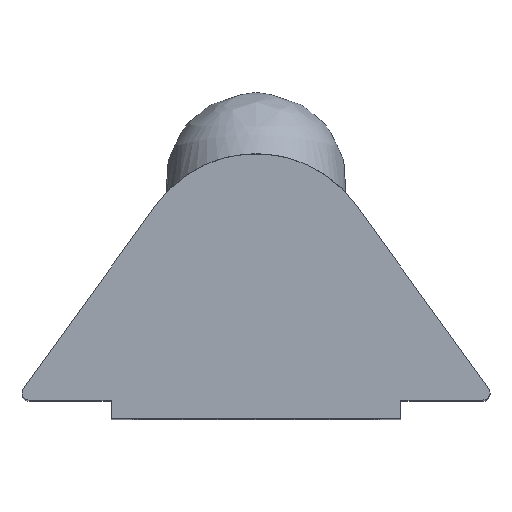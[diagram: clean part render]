
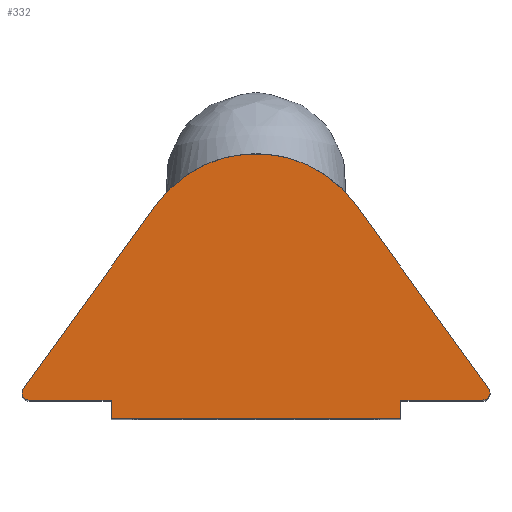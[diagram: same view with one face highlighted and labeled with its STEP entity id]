
A CAD part, top view. The second image highlights one B-rep face of the part: STEP entity #332.
In plain terms, the highlighted planar face has unit normal (0, 0, 1).
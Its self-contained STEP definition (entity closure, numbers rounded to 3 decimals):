
#3 = VERTEX_POINT ( 'NONE', #208 ) ;
#9 = CARTESIAN_POINT ( 'NONE',  ( -2.756, 1.991, 22. ) ) ;
#11 = VERTEX_POINT ( 'NONE', #46 ) ;
#20 = PLANE ( 'NONE',  #218 ) ;
#27 = ORIENTED_EDGE ( 'NONE', *, *, #161, .T. ) ;
#32 = CARTESIAN_POINT ( 'NONE',  ( -6.259, -3.4, 22. ) ) ;
#33 = VECTOR ( 'NONE', #78, 1000. ) ;
#46 = CARTESIAN_POINT ( 'NONE',  ( 4., -3.4, 22. ) ) ;
#48 = CIRCLE ( 'NONE', #291, 0.2 ) ;
#59 = EDGE_CURVE ( 'NONE', #489, #85, #445, .T. ) ;
#60 = DIRECTION ( 'NONE',  ( 0., 0., -1. ) ) ;
#69 = CARTESIAN_POINT ( 'NONE',  ( -4., -3.9, 22. ) ) ;
#78 = DIRECTION ( 'NONE',  ( -0.586, 0.811, 0. ) ) ;
#81 = LINE ( 'NONE', #84, #33 ) ;
#84 = CARTESIAN_POINT ( 'NONE',  ( 6.421, -3.083, 22. ) ) ;
#85 = VERTEX_POINT ( 'NONE', #116 ) ;
#89 = CARTESIAN_POINT ( 'NONE',  ( -6.259, -3.2, 22. ) ) ;
#99 = CARTESIAN_POINT ( 'NONE',  ( -6.259, -3.2, 22. ) ) ;
#112 = VERTEX_POINT ( 'NONE', #217 ) ;
#116 = CARTESIAN_POINT ( 'NONE',  ( -6.421, -3.083, 22. ) ) ;
#121 = VERTEX_POINT ( 'NONE', #9 ) ;
#135 = LINE ( 'NONE', #631, #708 ) ;
#149 = AXIS2_PLACEMENT_3D ( 'NONE', #313, #702, #374 ) ;
#161 = EDGE_CURVE ( 'NONE', #11, #581, #243, .T. ) ;
#169 = ORIENTED_EDGE ( 'NONE', *, *, #598, .T. ) ;
#175 = CARTESIAN_POINT ( 'NONE',  ( -4., -3.4, 22. ) ) ;
#176 = CIRCLE ( 'NONE', #344, 3.4 ) ;
#180 = ORIENTED_EDGE ( 'NONE', *, *, #59, .F. ) ;
#183 = CARTESIAN_POINT ( 'NONE',  ( 0., -3.4, 22. ) ) ;
#189 = VERTEX_POINT ( 'NONE', #415 ) ;
#194 = DIRECTION ( 'NONE',  ( 1., 0., 0. ) ) ;
#208 = CARTESIAN_POINT ( 'NONE',  ( 6.421, -3.083, 22. ) ) ;
#217 = CARTESIAN_POINT ( 'NONE',  ( -4., -3.9, 22. ) ) ;
#218 = AXIS2_PLACEMENT_3D ( 'NONE', #430, #367, #636 ) ;
#222 = VERTEX_POINT ( 'NONE', #175 ) ;
#241 = CARTESIAN_POINT ( 'NONE',  ( 6.259, -3.4, 22. ) ) ;
#243 = LINE ( 'NONE', #183, #471 ) ;
#244 = DIRECTION ( 'NONE',  ( -0.586, -0.811, 0. ) ) ;
#275 = ORIENTED_EDGE ( 'NONE', *, *, #342, .T. ) ;
#277 = AXIS2_PLACEMENT_3D ( 'NONE', #99, #60, #412 ) ;
#291 = AXIS2_PLACEMENT_3D ( 'NONE', #89, #700, #372 ) ;
#296 = ORIENTED_EDGE ( 'NONE', *, *, #370, .T. ) ;
#309 = VERTEX_POINT ( 'NONE', #360 ) ;
#313 = CARTESIAN_POINT ( 'NONE',  ( 6.259, -3.2, 22. ) ) ;
#317 = EDGE_CURVE ( 'NONE', #121, #85, #135, .T. ) ;
#332 = ADVANCED_FACE ( 'NONE', ( #511 ), #20, .T. ) ;
#333 = LINE ( 'NONE', #545, #719 ) ;
#342 = EDGE_CURVE ( 'NONE', #222, #112, #333, .T. ) ;
#344 = AXIS2_PLACEMENT_3D ( 'NONE', #428, #483, #693 ) ;
#349 = VECTOR ( 'NONE', #194, 1000. ) ;
#360 = CARTESIAN_POINT ( 'NONE',  ( 4., -3.9, 22. ) ) ;
#367 = DIRECTION ( 'NONE',  ( 0., 0., 1. ) ) ;
#370 = EDGE_CURVE ( 'NONE', #112, #309, #578, .T. ) ;
#372 = DIRECTION ( 'NONE',  ( -1., 0., 0. ) ) ;
#373 = VECTOR ( 'NONE', #552, 1000. ) ;
#374 = DIRECTION ( 'NONE',  ( -1., 0., 0. ) ) ;
#378 = CARTESIAN_POINT ( 'NONE',  ( 4., -3.9, 22. ) ) ;
#381 = LINE ( 'NONE', #501, #349 ) ;
#388 = EDGE_CURVE ( 'NONE', #3, #581, #621, .T. ) ;
#395 = EDGE_CURVE ( 'NONE', #3, #189, #81, .T. ) ;
#404 = ORIENTED_EDGE ( 'NONE', *, *, #395, .T. ) ;
#411 = EDGE_CURVE ( 'NONE', #309, #11, #485, .T. ) ;
#412 = DIRECTION ( 'NONE',  ( -1., 0., 0. ) ) ;
#415 = CARTESIAN_POINT ( 'NONE',  ( 2.756, 1.991, 22. ) ) ;
#428 = CARTESIAN_POINT ( 'NONE',  ( 0., 0., 22. ) ) ;
#430 = CARTESIAN_POINT ( 'NONE',  ( 0., 0., 22. ) ) ;
#445 = CIRCLE ( 'NONE', #277, 0.2 ) ;
#471 = VECTOR ( 'NONE', #481, 1000. ) ;
#477 = EDGE_LOOP ( 'NONE', ( #296, #565, #27, #536, #404, #169, #513, #180, #699, #507, #275 ) ) ;
#481 = DIRECTION ( 'NONE',  ( 1., 0., 0. ) ) ;
#483 = DIRECTION ( 'NONE',  ( 0., 0., 1. ) ) ;
#485 = LINE ( 'NONE', #378, #373 ) ;
#489 = VERTEX_POINT ( 'NONE', #715 ) ;
#501 = CARTESIAN_POINT ( 'NONE',  ( 0., -3.4, 22. ) ) ;
#507 = ORIENTED_EDGE ( 'NONE', *, *, #664, .T. ) ;
#511 = FACE_OUTER_BOUND ( 'NONE', #477, .T. ) ;
#513 = ORIENTED_EDGE ( 'NONE', *, *, #317, .T. ) ;
#536 = ORIENTED_EDGE ( 'NONE', *, *, #388, .F. ) ;
#545 = CARTESIAN_POINT ( 'NONE',  ( -4., 0., 22. ) ) ;
#552 = DIRECTION ( 'NONE',  ( 0., 1., 0. ) ) ;
#565 = ORIENTED_EDGE ( 'NONE', *, *, #411, .T. ) ;
#578 = LINE ( 'NONE', #69, #629 ) ;
#581 = VERTEX_POINT ( 'NONE', #241 ) ;
#598 = EDGE_CURVE ( 'NONE', #189, #121, #176, .T. ) ;
#621 = CIRCLE ( 'NONE', #149, 0.2 ) ;
#623 = VERTEX_POINT ( 'NONE', #32 ) ;
#627 = EDGE_CURVE ( 'NONE', #623, #489, #48, .T. ) ;
#629 = VECTOR ( 'NONE', #692, 1000. ) ;
#631 = CARTESIAN_POINT ( 'NONE',  ( -2.756, 1.991, 22. ) ) ;
#636 = DIRECTION ( 'NONE',  ( 1., 0., 0. ) ) ;
#638 = DIRECTION ( 'NONE',  ( 0., -1., 0. ) ) ;
#664 = EDGE_CURVE ( 'NONE', #623, #222, #381, .T. ) ;
#692 = DIRECTION ( 'NONE',  ( 1., 0., 0. ) ) ;
#693 = DIRECTION ( 'NONE',  ( -1., 0., 0. ) ) ;
#699 = ORIENTED_EDGE ( 'NONE', *, *, #627, .F. ) ;
#700 = DIRECTION ( 'NONE',  ( 0., 0., -1. ) ) ;
#702 = DIRECTION ( 'NONE',  ( 0., 0., -1. ) ) ;
#708 = VECTOR ( 'NONE', #244, 1000. ) ;
#715 = CARTESIAN_POINT ( 'NONE',  ( -6.459, -3.2, 22. ) ) ;
#719 = VECTOR ( 'NONE', #638, 1000. ) ;
